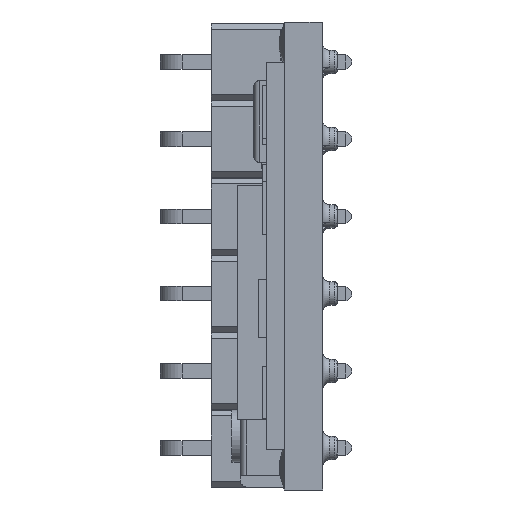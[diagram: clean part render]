
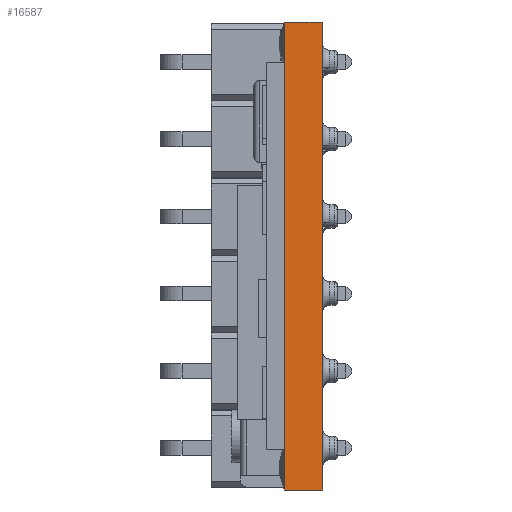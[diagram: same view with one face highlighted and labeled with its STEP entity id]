
A CAD part, left-side view. The second image highlights one B-rep face of the part: STEP entity #16587.
In plain terms, the highlighted planar face has unit normal (-1, 0, 0).
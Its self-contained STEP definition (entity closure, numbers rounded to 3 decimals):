
#450=FACE_OUTER_BOUND('',#1373,.T.);
#1373=EDGE_LOOP('',(#10278,#10279,#10280,#10281));
#2571=LINE('',#22850,#4507);
#2572=LINE('',#22852,#4508);
#2573=LINE('',#22854,#4509);
#2574=LINE('',#22855,#4510);
#4507=VECTOR('',#18708,16.);
#4508=VECTOR('',#18709,1.29);
#4509=VECTOR('',#18710,16.);
#4510=VECTOR('',#18711,1.29);
#6461=VERTEX_POINT('',#22848);
#6462=VERTEX_POINT('',#22849);
#6463=VERTEX_POINT('',#22851);
#6464=VERTEX_POINT('',#22853);
#7945=EDGE_CURVE('',#6461,#6462,#2571,.T.);
#7946=EDGE_CURVE('',#6463,#6461,#2572,.T.);
#7947=EDGE_CURVE('',#6464,#6463,#2573,.T.);
#7948=EDGE_CURVE('',#6464,#6462,#2574,.T.);
#10278=ORIENTED_EDGE('',*,*,#7945,.F.);
#10279=ORIENTED_EDGE('',*,*,#7946,.F.);
#10280=ORIENTED_EDGE('',*,*,#7947,.F.);
#10281=ORIENTED_EDGE('',*,*,#7948,.T.);
#14926=PLANE('',#17548);
#16587=ADVANCED_FACE('',(#450),#14926,.F.);
#17548=AXIS2_PLACEMENT_3D('',#22847,#18706,#18707);
#18706=DIRECTION('center_axis',(1.,0.,0.));
#18707=DIRECTION('ref_axis',(0.,0.,-1.));
#18708=DIRECTION('',(0.,0.,-1.));
#18709=DIRECTION('',(0.,-1.,0.));
#18710=DIRECTION('',(0.,0.,1.));
#18711=DIRECTION('',(0.,-1.,0.));
#22847=CARTESIAN_POINT('Origin',(-18.5,1.3,-8.));
#22848=CARTESIAN_POINT('',(-18.5,0.01,8.));
#22849=CARTESIAN_POINT('',(-18.5,0.01,-8.));
#22850=CARTESIAN_POINT('',(-18.5,0.01,8.));
#22851=CARTESIAN_POINT('',(-18.5,1.3,8.));
#22852=CARTESIAN_POINT('',(-18.5,1.3,8.));
#22853=CARTESIAN_POINT('',(-18.5,1.3,-8.));
#22854=CARTESIAN_POINT('',(-18.5,1.3,-8.));
#22855=CARTESIAN_POINT('',(-18.5,1.3,-8.));
